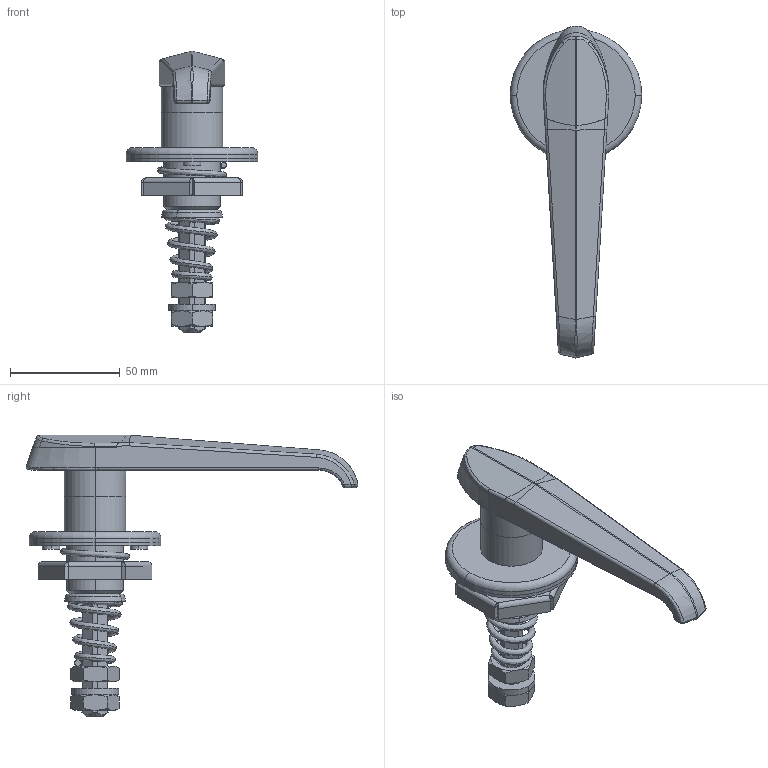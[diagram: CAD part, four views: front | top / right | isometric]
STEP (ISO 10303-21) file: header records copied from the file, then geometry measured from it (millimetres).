
FILE_DESCRIPTION (( 'STEP AP203' ), '1' );
FILE_NAME ('A-1140-S-1.STEP', '2021-06-17T02:07:10', ( '' ), ( '' ), 'SwSTEP 2.0', 'SolidWorks 2018', '' );
FILE_SCHEMA (( 'CONFIG_CONTROL_DESIGN' ));
Length unit declared in the file: millimetre
Products named in the file (15): A-1140-S-1; A-1140-S-1_handle_; A-1140-S-1_cap_; A-1140-S-1_base_; A-1140-S-1_packing_; A-1140-S-1_hex nut_ver1.05__M12ナット(SUS)3種_呼び径基準; A-1140-S-1_spring bearing_; A-1140-S-1_ring washer_; A-1140-S-1_spring__セット長; A-1140-S-1_cross-recessed head machine screw_ver1.05__M3x5十字穴付なべ小ねじ(SUS); A-1140-S-1_hex nut_M26_; A-1140-S-1_square shaft_; A-1140-S-1_washer_; A-1140-S-1_0200__0200-4; A-1140-S-1_spring lock washer_ver1.01__M12偽偹嵗嬥(SUS)
Assembly tree (15 placements, depth 2):
  A-1140-S-1
    A-1140-S-1_base_
    A-1140-S-1_handle_
    A-1140-S-1_cap_
    A-1140-S-1_0200__0200-4
    A-1140-S-1_packing_
    A-1140-S-1_ring washer_
    A-1140-S-1_hex nut_M26_
    A-1140-S-1_square shaft_
    A-1140-S-1_spring bearing_
    A-1140-S-1_spring__セット長
    A-1140-S-1_washer_
    A-1140-S-1_cross-recessed head machine screw_ver1.05__M3x5十字穴付なべ小ねじ(SUS)
    A-1140-S-1_hex nut_ver1.05__M12ナット(SUS)3種_呼び径基準  x2
    A-1140-S-1_spring lock washer_ver1.01__M12偽偹嵗嬥(SUS)
Bounding box: 60 x 151.44 x 128.45 mm (x, y, z)
Volume: 86883.2 mm3; surface area: 54721.3 mm2
Topology: 15 solids, 15 shells, 400 faces, 921 edges, 568 vertices
Faces by surface type: plane 163, cylinder 131, cone 54, bspline 35, torus 10, sphere 7
Entity records: 17444 total; most frequent: CARTESIAN_POINT 7594, DIRECTION 1724, ORIENTED_EDGE 1712, EDGE_CURVE 856, AXIS2_PLACEMENT_3D 680, VERTEX_POINT 533, EDGE_LOOP 415, FACE_OUTER_BOUND 373
